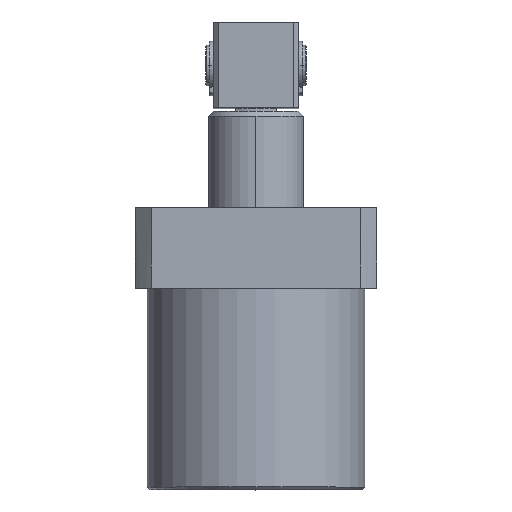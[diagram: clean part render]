
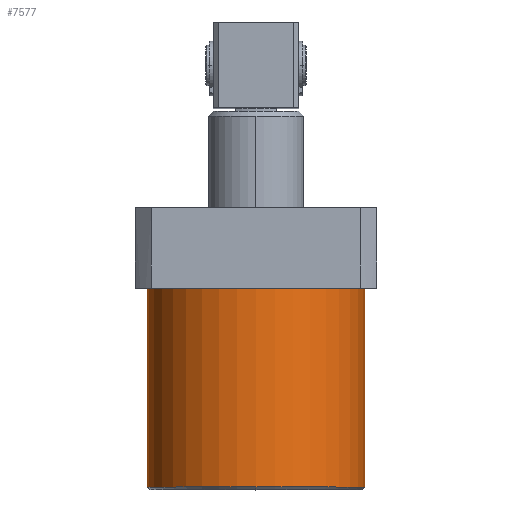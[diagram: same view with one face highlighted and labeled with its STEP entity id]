
A CAD part, top view. The second image highlights one B-rep face of the part: STEP entity #7577.
In plain terms, the highlighted cylindrical face has radius 40.5 mm (diameter 81 mm), a partial arc.
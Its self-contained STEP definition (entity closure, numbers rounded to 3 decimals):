
#96 = LINE ( 'NONE', #4354, #3662 ) ;
#412 = CARTESIAN_POINT ( 'NONE',  ( 0., -74., 0. ) ) ;
#983 = DIRECTION ( 'NONE',  ( -1., 0., 0. ) ) ;
#1381 = CARTESIAN_POINT ( 'NONE',  ( -40.5, -74., 0. ) ) ;
#1781 = VERTEX_POINT ( 'NONE', #1381 ) ;
#2318 = DIRECTION ( 'NONE',  ( 0., 0., 1. ) ) ;
#2945 = AXIS2_PLACEMENT_3D ( 'NONE', #5459, #4422, #983 ) ;
#3662 = VECTOR ( 'NONE', #9987, 1000. ) ;
#4023 = DIRECTION ( 'NONE',  ( -1., 0., 0. ) ) ;
#4336 = VERTEX_POINT ( 'NONE', #10130 ) ;
#4354 = CARTESIAN_POINT ( 'NONE',  ( 40.5, -74., 0. ) ) ;
#4422 = DIRECTION ( 'NONE',  ( 0., 1., 0. ) ) ;
#4516 = EDGE_CURVE ( 'NONE', #5622, #11703, #96, .T. ) ;
#4563 = DIRECTION ( 'NONE',  ( 0., -1., 0. ) ) ;
#5125 = CARTESIAN_POINT ( 'NONE',  ( 40.5, 0., 0. ) ) ;
#5459 = CARTESIAN_POINT ( 'NONE',  ( 0., 0., 0. ) ) ;
#5581 = FACE_OUTER_BOUND ( 'NONE', #13333, .T. ) ;
#5622 = VERTEX_POINT ( 'NONE', #9456 ) ;
#6131 = ORIENTED_EDGE ( 'NONE', *, *, #6365, .F. ) ;
#6365 = EDGE_CURVE ( 'NONE', #12607, #11703, #10842, .T. ) ;
#6513 = EDGE_CURVE ( 'NONE', #5622, #4336, #13857, .T. ) ;
#7577 = ADVANCED_FACE ( 'NONE', ( #5581 ), #13126, .T. ) ;
#7688 = DIRECTION ( 'NONE',  ( 0., 1., 0. ) ) ;
#9433 = ORIENTED_EDGE ( 'NONE', *, *, #4516, .T. ) ;
#9444 = DIRECTION ( 'NONE',  ( 0., -1., 0. ) ) ;
#9456 = CARTESIAN_POINT ( 'NONE',  ( 40.5, -74., 0. ) ) ;
#9627 = DIRECTION ( 'NONE',  ( 0., 1., 0. ) ) ;
#9987 = DIRECTION ( 'NONE',  ( 0., 1., 0. ) ) ;
#10023 = EDGE_CURVE ( 'NONE', #1781, #12607, #12755, .T. ) ;
#10072 = AXIS2_PLACEMENT_3D ( 'NONE', #412, #9444, #12855 ) ;
#10130 = CARTESIAN_POINT ( 'NONE',  ( 0., -74., 40.5 ) ) ;
#10573 = ORIENTED_EDGE ( 'NONE', *, *, #6513, .F. ) ;
#10842 = CIRCLE ( 'NONE', #2945, 40.5 ) ;
#11168 = AXIS2_PLACEMENT_3D ( 'NONE', #13506, #4563, #2318 ) ;
#11338 = CIRCLE ( 'NONE', #11168, 40.5 ) ;
#11703 = VERTEX_POINT ( 'NONE', #5125 ) ;
#12398 = VECTOR ( 'NONE', #9627, 1000. ) ;
#12607 = VERTEX_POINT ( 'NONE', #14481 ) ;
#12755 = LINE ( 'NONE', #14089, #12398 ) ;
#12855 = DIRECTION ( 'NONE',  ( 0., 0., 1. ) ) ;
#13126 = CYLINDRICAL_SURFACE ( 'NONE', #14455, 40.5 ) ;
#13148 = ORIENTED_EDGE ( 'NONE', *, *, #13625, .F. ) ;
#13333 = EDGE_LOOP ( 'NONE', ( #10573, #9433, #6131, #13684, #13148 ) ) ;
#13506 = CARTESIAN_POINT ( 'NONE',  ( 0., -74., 0. ) ) ;
#13625 = EDGE_CURVE ( 'NONE', #4336, #1781, #11338, .T. ) ;
#13684 = ORIENTED_EDGE ( 'NONE', *, *, #10023, .F. ) ;
#13857 = CIRCLE ( 'NONE', #10072, 40.5 ) ;
#14089 = CARTESIAN_POINT ( 'NONE',  ( -40.5, -74., 0. ) ) ;
#14455 = AXIS2_PLACEMENT_3D ( 'NONE', #14577, #7688, #4023 ) ;
#14481 = CARTESIAN_POINT ( 'NONE',  ( -40.5, 0., 0. ) ) ;
#14577 = CARTESIAN_POINT ( 'NONE',  ( 0., -74., 0. ) ) ;
